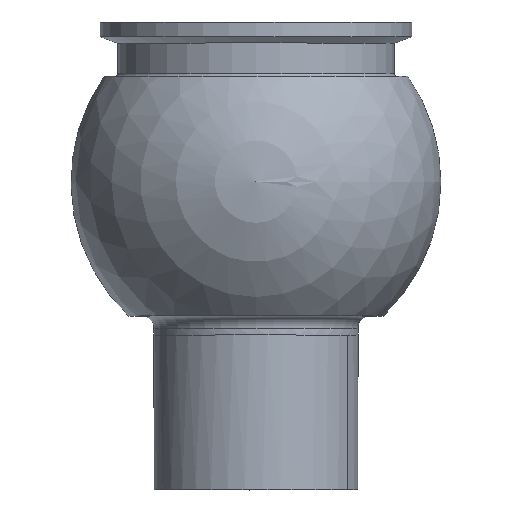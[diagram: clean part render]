
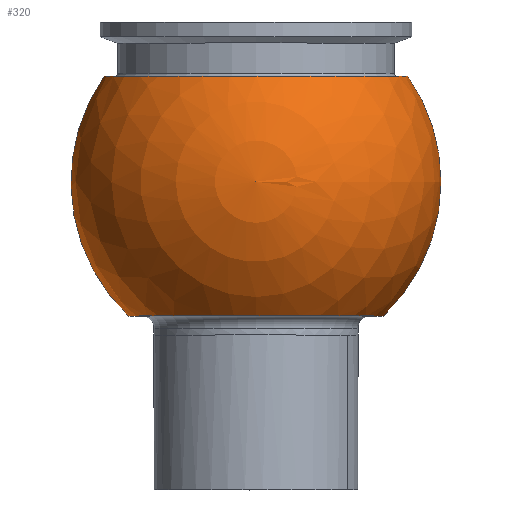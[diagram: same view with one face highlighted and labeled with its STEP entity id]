
A CAD part, top view. The second image highlights one B-rep face of the part: STEP entity #320.
In plain terms, the highlighted spherical face has radius 46.025 mm.
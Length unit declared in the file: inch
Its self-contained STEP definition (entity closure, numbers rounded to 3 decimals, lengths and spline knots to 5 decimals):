
#22 = DIRECTION ( 'NONE',  ( 1., 0., 0. ) ) ;
#33 = CARTESIAN_POINT ( 'NONE',  ( -1.24875, -1.313, 0. ) ) ;
#36 = DIRECTION ( 'NONE',  ( 0., 0., -1. ) ) ;
#85 = FACE_OUTER_BOUND ( 'NONE', #575, .T. ) ;
#96 = CARTESIAN_POINT ( 'NONE',  ( 0., 1.035, 0. ) ) ;
#101 = DIRECTION ( 'NONE',  ( 0., 0., -1. ) ) ;
#112 = ORIENTED_EDGE ( 'NONE', *, *, #524, .T. ) ;
#132 = DIRECTION ( 'NONE',  ( -1., 0., 0. ) ) ;
#134 = ORIENTED_EDGE ( 'NONE', *, *, #519, .F. ) ;
#142 = CIRCLE ( 'NONE', #347, 1.812 ) ;
#151 = CARTESIAN_POINT ( 'NONE',  ( 1.48732, 1.035, 0. ) ) ;
#187 = CARTESIAN_POINT ( 'NONE',  ( -1.48732, 1.035, 0. ) ) ;
#206 = DIRECTION ( 'NONE',  ( 0., 1., 0. ) ) ;
#231 = CIRCLE ( 'NONE', #337, 1.812 ) ;
#234 = VERTEX_POINT ( 'NONE', #33 ) ;
#250 = DIRECTION ( 'NONE',  ( 0., 0., 1. ) ) ;
#267 = VERTEX_POINT ( 'NONE', #151 ) ;
#289 = VERTEX_POINT ( 'NONE', #187 ) ;
#320 = ADVANCED_FACE ( 'NONE', ( #85 ), #578, .T. ) ;
#323 = DIRECTION ( 'NONE',  ( 1., 0., 0. ) ) ;
#327 = ORIENTED_EDGE ( 'NONE', *, *, #553, .F. ) ;
#337 = AXIS2_PLACEMENT_3D ( 'NONE', #594, #250, #22 ) ;
#346 = ORIENTED_EDGE ( 'NONE', *, *, #564, .T. ) ;
#347 = AXIS2_PLACEMENT_3D ( 'NONE', #360, #101, #418 ) ;
#351 = VERTEX_POINT ( 'NONE', #504 ) ;
#360 = CARTESIAN_POINT ( 'NONE',  ( 0., 0., 0. ) ) ;
#364 = AXIS2_PLACEMENT_3D ( 'NONE', #532, #206, #588 ) ;
#366 = AXIS2_PLACEMENT_3D ( 'NONE', #96, #407, #132 ) ;
#407 = DIRECTION ( 'NONE',  ( 0., 1., 0. ) ) ;
#416 = AXIS2_PLACEMENT_3D ( 'NONE', #566, #36, #323 ) ;
#418 = DIRECTION ( 'NONE',  ( -1., 0., 0. ) ) ;
#422 = CIRCLE ( 'NONE', #366, 1.48732 ) ;
#443 = CIRCLE ( 'NONE', #364, 1.24875 ) ;
#504 = CARTESIAN_POINT ( 'NONE',  ( 1.24875, -1.313, 0. ) ) ;
#519 = EDGE_CURVE ( 'NONE', #289, #267, #422, .T. ) ;
#524 = EDGE_CURVE ( 'NONE', #234, #351, #443, .T. ) ;
#532 = CARTESIAN_POINT ( 'NONE',  ( 0., -1.313, 0. ) ) ;
#553 = EDGE_CURVE ( 'NONE', #234, #289, #142, .T. ) ;
#564 = EDGE_CURVE ( 'NONE', #351, #267, #231, .T. ) ;
#566 = CARTESIAN_POINT ( 'NONE',  ( 0., 0., 0. ) ) ;
#575 = EDGE_LOOP ( 'NONE', ( #327, #112, #346, #134 ) ) ;
#578 = SPHERICAL_SURFACE ( 'NONE', #416, 1.812 ) ;
#588 = DIRECTION ( 'NONE',  ( -1., 0., 0. ) ) ;
#594 = CARTESIAN_POINT ( 'NONE',  ( 0., 0., 0. ) ) ;
